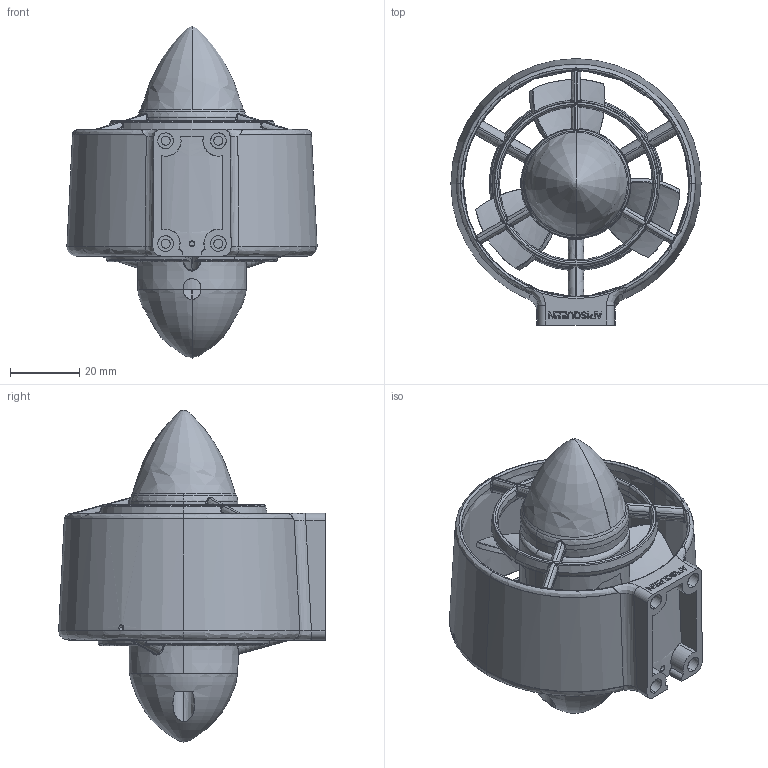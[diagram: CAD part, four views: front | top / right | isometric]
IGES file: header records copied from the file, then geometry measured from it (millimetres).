
Start section: START RECORD GO HERE.
Global section: file name: U2 Mini.igs; native system: DASSAULT SYSTEMES CATIA V5 R21 - www.3ds.com; preprocessor: CATIA Version 5 Release 21 ; author: Administrator; organization: admin-PC; date: 20231115.001008; units: millimetre
Bounding box: 72.22 x 76.96 x 95.8 mm (x, y, z)
Surface area: 44681.6 mm2 (no closed solid volume)
Topology: 0 solids, 0 shells, 1036 faces, 5931 edges, 5921 vertices
Faces by surface type: plane 427, revolution 359, bspline 250
